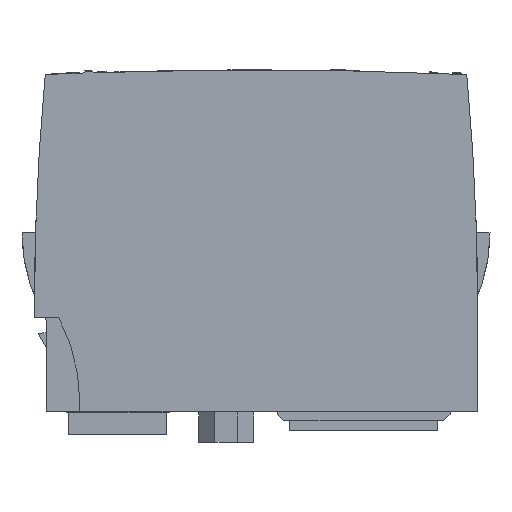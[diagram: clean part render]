
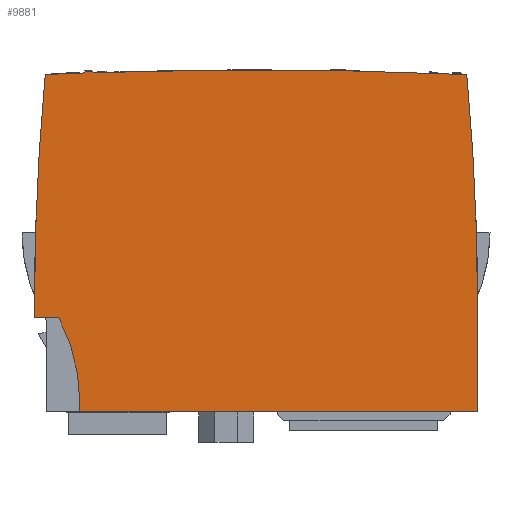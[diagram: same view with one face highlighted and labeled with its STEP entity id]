
A CAD part, left-side view. The second image highlights one B-rep face of the part: STEP entity #9881.
In plain terms, the highlighted planar face has unit normal (-1, 0, 0).
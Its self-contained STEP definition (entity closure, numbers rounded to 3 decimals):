
#9231=CIRCLE('',#27824,750.);
#9255=CIRCLE('',#27877,28.3);
#9261=CIRCLE('',#27889,391.5);
#9262=CIRCLE('',#27891,750.);
#9265=CIRCLE('',#27895,2.3);
#9267=CIRCLE('',#27898,391.5);
#9881=ADVANCED_FACE('',(#11817),#10959,.T.);
#10959=PLANE('',#27901);
#11817=FACE_OUTER_BOUND('',#12930,.T.);
#12930=EDGE_LOOP('',(#15732,#15733,#15734,#15735,#15736,#15737,#15738,#15739,
#15740,#15741,#15742));
#15732=ORIENTED_EDGE('',*,*,#21855,.F.);
#15733=ORIENTED_EDGE('',*,*,#21887,.F.);
#15734=ORIENTED_EDGE('',*,*,#21700,.F.);
#15735=ORIENTED_EDGE('',*,*,#21884,.F.);
#15736=ORIENTED_EDGE('',*,*,#21878,.F.);
#15737=ORIENTED_EDGE('',*,*,#21876,.F.);
#15738=ORIENTED_EDGE('',*,*,#21870,.F.);
#15739=ORIENTED_EDGE('',*,*,#21867,.F.);
#15740=ORIENTED_EDGE('',*,*,#21848,.F.);
#15741=ORIENTED_EDGE('',*,*,#21845,.F.);
#15742=ORIENTED_EDGE('',*,*,#21734,.F.);
#19642=VERTEX_POINT('',#35931);
#19643=VERTEX_POINT('',#35932);
#19675=VERTEX_POINT('',#35998);
#19676=VERTEX_POINT('',#36000);
#19769=VERTEX_POINT('',#36223);
#19771=VERTEX_POINT('',#36229);
#19777=VERTEX_POINT('',#36242);
#19784=VERTEX_POINT('',#36262);
#19787=VERTEX_POINT('',#36272);
#19791=VERTEX_POINT('',#36283);
#19792=VERTEX_POINT('',#36287);
#21700=EDGE_CURVE('',#19642,#19643,#9231,.T.);
#21734=EDGE_CURVE('',#19675,#19676,#24340,.T.);
#21845=EDGE_CURVE('',#19676,#19769,#24437,.T.);
#21848=EDGE_CURVE('',#19769,#19771,#9255,.T.);
#21855=EDGE_CURVE('',#19777,#19675,#24445,.T.);
#21867=EDGE_CURVE('',#19771,#19784,#24454,.T.);
#21870=EDGE_CURVE('',#19784,#19787,#24457,.T.);
#21876=EDGE_CURVE('',#19787,#19791,#9261,.T.);
#21878=EDGE_CURVE('',#19791,#19792,#9262,.T.);
#21884=EDGE_CURVE('',#19792,#19642,#9265,.T.);
#21887=EDGE_CURVE('',#19643,#19777,#9267,.T.);
#24340=LINE('',#35999,#26307);
#24437=LINE('',#36222,#26404);
#24445=LINE('',#36243,#26412);
#24454=LINE('',#36265,#26421);
#24457=LINE('',#36271,#26424);
#26307=VECTOR('',#30623,1.);
#26404=VECTOR('',#30786,1.);
#26412=VECTOR('',#30802,1.);
#26421=VECTOR('',#30823,1.);
#26424=VECTOR('',#30828,1.);
#27824=AXIS2_PLACEMENT_3D('',#35930,#30570,#30571);
#27877=AXIS2_PLACEMENT_3D('',#36228,#30792,#30793);
#27889=AXIS2_PLACEMENT_3D('',#36282,#30838,#30839);
#27891=AXIS2_PLACEMENT_3D('',#36286,#30843,#30844);
#27895=AXIS2_PLACEMENT_3D('',#36298,#30854,#30855);
#27898=AXIS2_PLACEMENT_3D('',#36304,#30861,#30862);
#27901=AXIS2_PLACEMENT_3D('',#36307,#30867,#30868);
#30570=DIRECTION('',(1.,0.,0.));
#30571=DIRECTION('',(0.,0.034,0.999));
#30623=DIRECTION('',(0.,1.,0.));
#30786=DIRECTION('',(0.,0.,1.));
#30792=DIRECTION('',(-1.,0.,0.));
#30793=DIRECTION('',(0.,-0.884,0.467));
#30802=DIRECTION('',(0.,0.,-1.));
#30823=DIRECTION('',(0.,1.,0.));
#30828=DIRECTION('',(0.,0.,1.));
#30838=DIRECTION('',(1.,0.,0.));
#30839=DIRECTION('',(0.,1.,0.));
#30843=DIRECTION('',(1.,0.,0.));
#30844=DIRECTION('',(0.,0.043,0.999));
#30854=DIRECTION('',(1.,0.,0.));
#30855=DIRECTION('',(0.,0.431,0.902));
#30861=DIRECTION('',(1.,0.,0.));
#30862=DIRECTION('',(0.,-0.996,0.09));
#30867=DIRECTION('',(-1.,0.,0.));
#30868=DIRECTION('',(0.,0.,1.));
#35930=CARTESIAN_POINT('',(-7.5,2.65,-683.));
#35931=CARTESIAN_POINT('',(-7.5,27.918,66.574));
#35932=CARTESIAN_POINT('',(-7.5,-30.316,66.275));
#35998=CARTESIAN_POINT('',(-7.5,-32.,13.5));
#35999=CARTESIAN_POINT('',(-7.5,-32.,13.5));
#36000=CARTESIAN_POINT('',(-7.5,30.2,13.5));
#36222=CARTESIAN_POINT('',(-7.5,30.2,13.5));
#36223=CARTESIAN_POINT('',(-7.5,30.2,15.));
#36228=CARTESIAN_POINT('',(-7.5,58.5,15.));
#36229=CARTESIAN_POINT('',(-7.5,33.483,28.23));
#36242=CARTESIAN_POINT('',(-7.5,-32.,30.));
#36243=CARTESIAN_POINT('',(-7.5,-32.,30.));
#36262=CARTESIAN_POINT('',(-7.5,37.3,28.23));
#36265=CARTESIAN_POINT('',(-7.5,33.483,28.23));
#36271=CARTESIAN_POINT('',(-7.5,37.3,28.23));
#36272=CARTESIAN_POINT('',(-7.5,37.3,30.));
#36282=CARTESIAN_POINT('',(-7.5,-354.2,30.));
#36283=CARTESIAN_POINT('',(-7.5,35.616,66.275));
#36286=CARTESIAN_POINT('',(-7.5,2.65,-683.));
#36287=CARTESIAN_POINT('',(-7.5,29.828,66.507));
#36298=CARTESIAN_POINT('',(-7.5,28.8,64.45));
#36304=CARTESIAN_POINT('',(-7.5,359.5,30.));
#36307=CARTESIAN_POINT('',(-7.5,58.5,15.));
